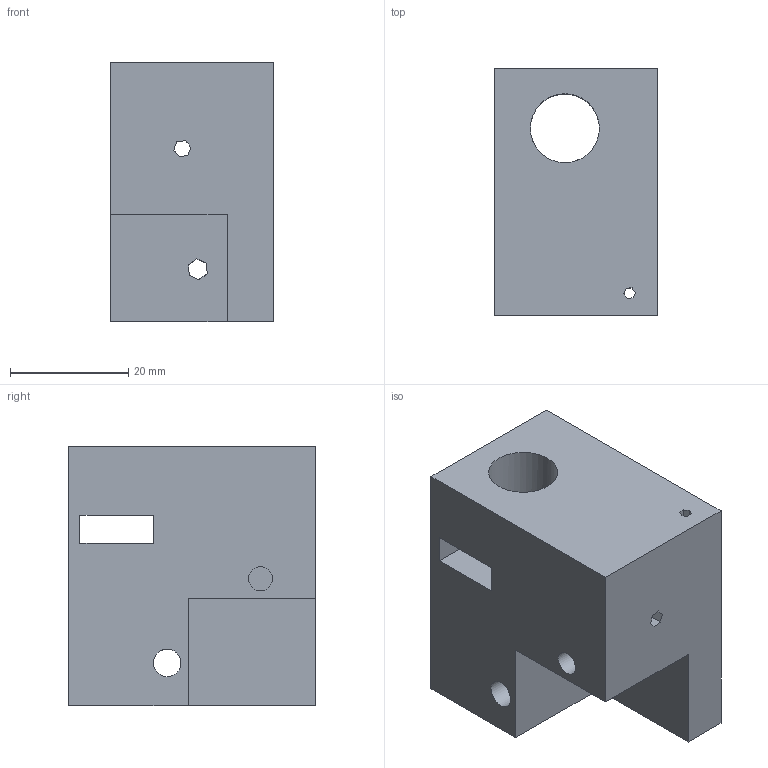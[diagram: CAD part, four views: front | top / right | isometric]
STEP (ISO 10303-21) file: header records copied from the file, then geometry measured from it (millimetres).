
FILE_DESCRIPTION(('Open CASCADE Model'),'2;1');
FILE_NAME('Open CASCADE Shape Model','2021-05-05T18:29:54',('Author'),( 'Open CASCADE'),'Open CASCADE STEP processor 7.4','Open CASCADE 7.4' ,'Unknown');
FILE_SCHEMA(('AUTOMOTIVE_DESIGN { 1 0 10303 214 1 1 1 1 }'));
Length unit declared in the file: millimetre
Products named in the file (1): Open CASCADE STEP translator 7.4 1945
Bounding box: 27.58 x 41.77 x 43.93 mm (x, y, z)
Volume: 36076.8 mm3; surface area: 11251 mm2
Topology: 1 solids, 1 shells, 49 faces, 148 edges, 99 vertices
Faces by surface type: plane 46, cylinder 3
Full cylindrical faces by diameter (mm): 4.066 x1, 4.685 x1, 11.656 x1
Entity records: 4893 total; most frequent: CARTESIAN_POINT 2023, DIRECTION 493, LINE 304, VECTOR 304, ORIENTED_EDGE 296, PCURVE 296, DEFINITIONAL_REPRESENTATION 296, EDGE_CURVE 148
